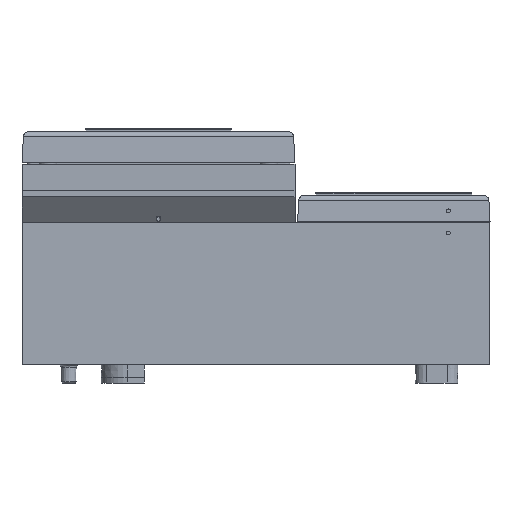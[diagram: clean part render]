
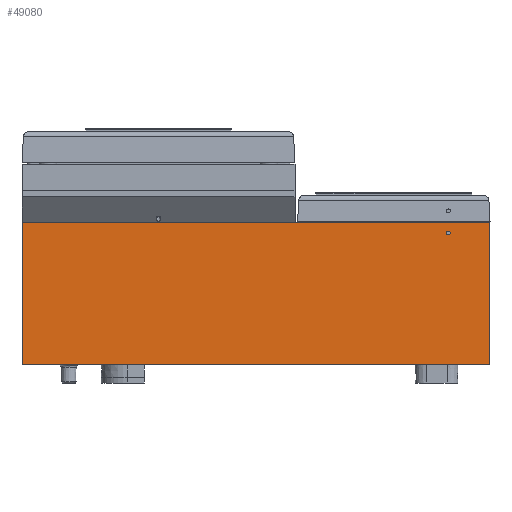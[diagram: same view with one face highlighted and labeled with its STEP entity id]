
A CAD part, left-side view. The second image highlights one B-rep face of the part: STEP entity #49080.
In plain terms, the highlighted planar face has unit normal (-1, 0, 0).
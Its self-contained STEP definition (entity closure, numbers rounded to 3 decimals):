
#22356=CARTESIAN_POINT('',(10.,16.,51.45));
#22357=VERTEX_POINT('',#22356);
#22358=CARTESIAN_POINT('',(10.,16.,50.7));
#22359=DIRECTION('',(1.0,0.0,0.0));
#22360=DIRECTION('',(0.0,0.0,1.0));
#22361=AXIS2_PLACEMENT_3D('',#22358,#22359,#22360);
#22362=CIRCLE('',#22361,0.75);
#22363=EDGE_CURVE('',#22357,#22357,#22362,.T.);
#42907=CARTESIAN_POINT('',(10.,0.0,0.0));
#42908=VERTEX_POINT('',#42907);
#42909=CARTESIAN_POINT('',(10.,180.0,0.0));
#42910=VERTEX_POINT('',#42909);
#42911=CARTESIAN_POINT('',(10.,0.0,0.0));
#42912=DIRECTION('',(0.0,1.0,0.0));
#42913=VECTOR('',#42912,180.0);
#42914=LINE('',#42911,#42913);
#42915=EDGE_CURVE('',#42908,#42910,#42914,.T.);
#43906=CARTESIAN_POINT('',(10.,0.0,54.7));
#43907=VERTEX_POINT('',#43906);
#43914=CARTESIAN_POINT('',(10.,0.0,54.7));
#43915=DIRECTION('',(0.0,0.0,-1.0));
#43916=VECTOR('',#43915,54.7);
#43917=LINE('',#43914,#43916);
#43918=EDGE_CURVE('',#43907,#42908,#43917,.T.);
#48169=CARTESIAN_POINT('',(10.,75.,54.7));
#48170=VERTEX_POINT('',#48169);
#48171=CARTESIAN_POINT('',(10.,0.0,54.7));
#48172=DIRECTION('',(0.0,1.0,0.0));
#48173=VECTOR('',#48172,75.);
#48174=LINE('',#48171,#48173);
#48175=EDGE_CURVE('',#43907,#48170,#48174,.T.);
#49053=CARTESIAN_POINT('',(10.,180.0,54.7));
#49054=DIRECTION('',(1.0,0.0,0.0));
#49055=DIRECTION('',(0.0,0.0,-1.0));
#49056=AXIS2_PLACEMENT_3D('',#49053,#49054,#49055);
#49057=PLANE('',#49056);
#49058=ORIENTED_EDGE('',*,*,#48175,.T.);
#49059=CARTESIAN_POINT('',(10.,180.0,54.7));
#49060=VERTEX_POINT('',#49059);
#49061=CARTESIAN_POINT('',(10.,180.0,54.7));
#49062=DIRECTION('',(0.0,-1.0,0.0));
#49063=VECTOR('',#49062,105.);
#49064=LINE('',#49061,#49063);
#49065=EDGE_CURVE('',#49060,#48170,#49064,.T.);
#49066=ORIENTED_EDGE('',*,*,#49065,.F.);
#49067=CARTESIAN_POINT('',(10.,180.,0.0));
#49068=DIRECTION('',(0.0,0.0,1.0));
#49069=VECTOR('',#49068,54.7);
#49070=LINE('',#49067,#49069);
#49071=EDGE_CURVE('',#42910,#49060,#49070,.T.);
#49072=ORIENTED_EDGE('',*,*,#49071,.F.);
#49073=ORIENTED_EDGE('',*,*,#42915,.F.);
#49074=ORIENTED_EDGE('',*,*,#43918,.F.);
#49075=EDGE_LOOP('',(#49058,#49066,#49072,#49073,#49074));
#49076=FACE_OUTER_BOUND('',#49075,.T.);
#49077=ORIENTED_EDGE('',*,*,#22363,.T.);
#49078=EDGE_LOOP('',(#49077));
#49079=FACE_BOUND('',#49078,.T.);
#49080=ADVANCED_FACE('',(#49076,#49079),#49057,.F.);
